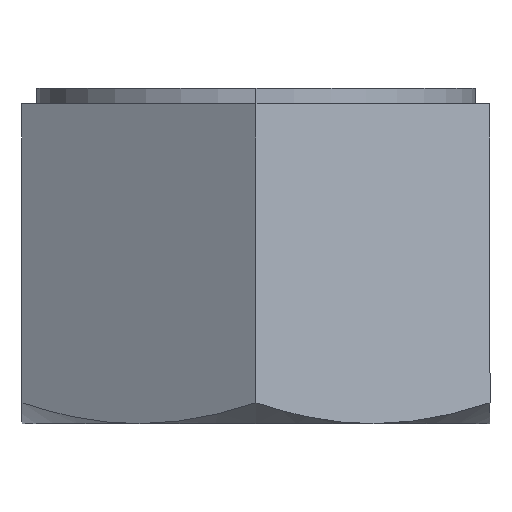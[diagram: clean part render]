
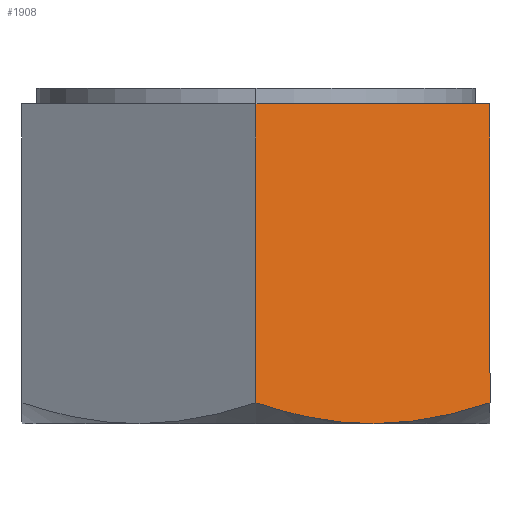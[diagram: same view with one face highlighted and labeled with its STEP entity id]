
A CAD part, left-side view. The second image highlights one B-rep face of the part: STEP entity #1908.
In plain terms, the highlighted planar face has unit normal (-0.866, -0.5, 0).
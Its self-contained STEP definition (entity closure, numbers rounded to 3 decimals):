
#6 = VERTEX_POINT ( 'NONE', #685 ) ;
#40 = CARTESIAN_POINT ( 'NONE',  ( -10.392, -6., -16.4 ) ) ;
#94 = CARTESIAN_POINT ( 'NONE',  ( -13.856, 0., -15.328 ) ) ;
#100 = CARTESIAN_POINT ( 'NONE',  ( -10.392, -6., -16.4 ) ) ;
#109 = CARTESIAN_POINT ( 'NONE',  ( -10.982, -4.978, -16.4 ) ) ;
#118 = CARTESIAN_POINT ( 'NONE',  ( -11.565, -3.968, -16.298 ) ) ;
#128 = CARTESIAN_POINT ( 'NONE',  ( -12.719, -1.97, -15.925 ) ) ;
#157 = EDGE_CURVE ( 'NONE', #6, #367, #407, .T. ) ;
#187 = CARTESIAN_POINT ( 'NONE',  ( -13.856, 0., -16.4 ) ) ;
#196 = ORIENTED_EDGE ( 'NONE', *, *, #679, .T. ) ;
#267 = ORIENTED_EDGE ( 'NONE', *, *, #157, .T. ) ;
#367 = VERTEX_POINT ( 'NONE', #1937 ) ;
#379 = EDGE_LOOP ( 'NONE', ( #1599, #267, #196, #1644, #1992 ) ) ;
#384 = CARTESIAN_POINT ( 'NONE',  ( -13.856, 0., -16.4 ) ) ;
#407 = B_SPLINE_CURVE_WITH_KNOTS ( 'NONE', 3,
 ( #94, #466, #128, #118, #109, #100 ),
 .UNSPECIFIED., .F., .F.,
 ( 4, 2, 4 ),
 ( 0., 0.004, 0.007 ),
 .UNSPECIFIED. ) ;
#445 = DIRECTION ( 'NONE',  ( 0.5, -0.866, 0. ) ) ;
#465 = EDGE_CURVE ( 'NONE', #1223, #1364, #759, .T. ) ;
#466 = CARTESIAN_POINT ( 'NONE',  ( -13.29, -0.982, -15.655 ) ) ;
#541 = DIRECTION ( 'NONE',  ( 0., 0., 1. ) ) ;
#558 = CARTESIAN_POINT ( 'NONE',  ( -13.856, 0., 0. ) ) ;
#573 = DIRECTION ( 'NONE',  ( 0.5, -0.866, 0. ) ) ;
#679 = EDGE_CURVE ( 'NONE', #367, #1146, #1349, .T. ) ;
#685 = CARTESIAN_POINT ( 'NONE',  ( -13.856, 0., -15.328 ) ) ;
#759 = LINE ( 'NONE', #558, #781 ) ;
#781 = VECTOR ( 'NONE', #573, 1000. ) ;
#865 = PLANE ( 'NONE',  #1308 ) ;
#872 = CARTESIAN_POINT ( 'NONE',  ( -6.928, -12., -15.328 ) ) ;
#1146 = VERTEX_POINT ( 'NONE', #872 ) ;
#1171 = CARTESIAN_POINT ( 'NONE',  ( -9.803, -7.021, -16.375 ) ) ;
#1218 = CARTESIAN_POINT ( 'NONE',  ( -9.219, -8.033, -16.277 ) ) ;
#1223 = VERTEX_POINT ( 'NONE', #1968 ) ;
#1226 = CARTESIAN_POINT ( 'NONE',  ( -8.929, -8.535, -16.204 ) ) ;
#1233 = CARTESIAN_POINT ( 'NONE',  ( -6.928, -12., 0. ) ) ;
#1248 = CARTESIAN_POINT ( 'NONE',  ( -8.063, -10.034, -15.924 ) ) ;
#1257 = CARTESIAN_POINT ( 'NONE',  ( -7.493, -11.021, -15.655 ) ) ;
#1268 = CARTESIAN_POINT ( 'NONE',  ( -6.928, -12., -15.328 ) ) ;
#1308 = AXIS2_PLACEMENT_3D ( 'NONE', #384, #1327, #445 ) ;
#1327 = DIRECTION ( 'NONE',  ( -0.866, -0.5, 0. ) ) ;
#1349 = B_SPLINE_CURVE_WITH_KNOTS ( 'NONE', 3,
 ( #40, #1977, #1171, #1218, #1226, #1248, #1257, #1268 ),
 .UNSPECIFIED., .F., .F.,
 ( 4, 2, 2, 4 ),
 ( 0.007, 0.009, 0.011, 0.014 ),
 .UNSPECIFIED. ) ;
#1364 = VERTEX_POINT ( 'NONE', #1233 ) ;
#1395 = DIRECTION ( 'NONE',  ( 0., 0., 1. ) ) ;
#1420 = CARTESIAN_POINT ( 'NONE',  ( -6.928, -12., -16.4 ) ) ;
#1599 = ORIENTED_EDGE ( 'NONE', *, *, #1694, .F. ) ;
#1644 = ORIENTED_EDGE ( 'NONE', *, *, #1957, .T. ) ;
#1694 = EDGE_CURVE ( 'NONE', #6, #1223, #2033, .T. ) ;
#1799 = FACE_OUTER_BOUND ( 'NONE', #379, .T. ) ;
#1822 = LINE ( 'NONE', #1420, #1867 ) ;
#1867 = VECTOR ( 'NONE', #1395, 1000. ) ;
#1908 = ADVANCED_FACE ( 'NONE', ( #1799 ), #865, .T. ) ;
#1937 = CARTESIAN_POINT ( 'NONE',  ( -10.392, -6., -16.4 ) ) ;
#1957 = EDGE_CURVE ( 'NONE', #1146, #1364, #1822, .T. ) ;
#1968 = CARTESIAN_POINT ( 'NONE',  ( -13.856, 0., 0. ) ) ;
#1977 = CARTESIAN_POINT ( 'NONE',  ( -10.098, -6.509, -16.4 ) ) ;
#1992 = ORIENTED_EDGE ( 'NONE', *, *, #465, .F. ) ;
#2033 = LINE ( 'NONE', #187, #2035 ) ;
#2035 = VECTOR ( 'NONE', #541, 1000. ) ;
